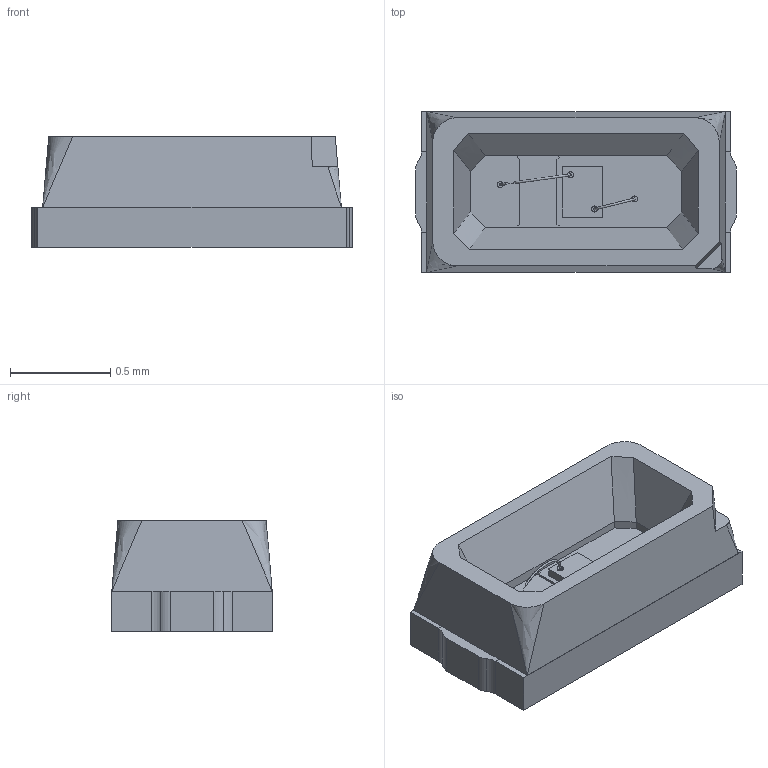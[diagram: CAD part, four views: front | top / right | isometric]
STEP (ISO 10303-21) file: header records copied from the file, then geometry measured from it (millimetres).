
FILE_DESCRIPTION(/* description */ ('Unknown'),/* implementation_level */ '2;1');
FILE_NAME(/* name */ '150160xx75100',/* time_stamp */ '2024-02-19T14:20:22+01:00',/* author */ ('Unknown'),/* organization */ ('Unknown'),/* preprocessor_version */ 'ST-DEVELOPER v18.102',/* originating_system */ 'Unknown',/* authorisation */ ' ');
FILE_SCHEMA (('CONFIG_CONTROL_DESIGN'));
Length unit declared in the file: metre
Products named in the file (5): id3; Chip; Pads; Cover; Base
Assembly tree (4 placements, depth 2):
  id3
    Chip
    Pads
    Cover
    Base
Bounding box: 1.6 x 0.8 x 0.55 mm (x, y, z)
Volume: 0.5 mm3; surface area: 8.8 mm2
Topology: 5 solids, 5 shells, 144 faces, 376 edges, 244 vertices
Faces by surface type: plane 114, cylinder 20, bspline 10
Full cylindrical faces by diameter (mm): 0.03 x4
Entity records: 5035 total; most frequent: CARTESIAN_POINT 1096, ORIENTED_EDGE 732, DIRECTION 667, EDGE_CURVE 366, LINE 301, VECTOR 301, VERTEX_POINT 244, AXIS2_PLACEMENT_3D 183
